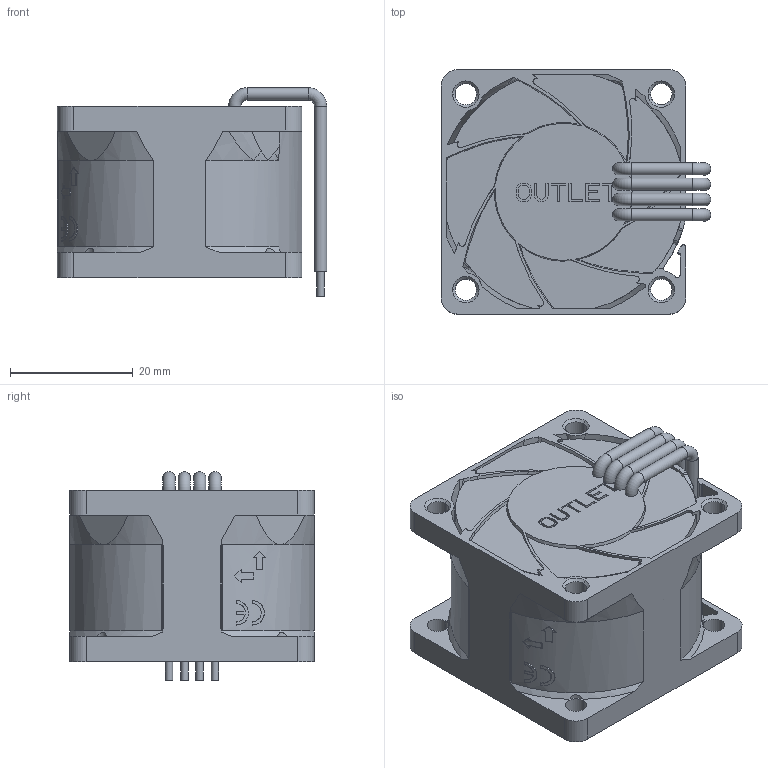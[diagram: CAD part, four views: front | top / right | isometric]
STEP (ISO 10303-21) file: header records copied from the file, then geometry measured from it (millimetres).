
FILE_DESCRIPTION(('FreeCAD Model'),'2;1');
FILE_NAME('Open CASCADE Shape Model','2025-02-13T10:42:32',(''),(''), 'Open CASCADE STEP processor 7.7','FreeCAD','Unknown');
FILE_SCHEMA(('AUTOMOTIVE_DESIGN { 1 0 10303 214 1 1 1 1 }'));
Length unit declared in the file: millimetre
Products named in the file (3): Unnamed; Body; _K201001120G-3_
Assembly tree (2 placements, depth 2):
  Unnamed
    Body
    _K201001120G-3_
Bounding box: 43.95 x 39.9 x 34 mm (x, y, z)
Volume: 37440.1 mm3; surface area: 11190.5 mm2
Topology: 2 solids, 2 shells, 493 faces, 1353 edges, 893 vertices
Faces by surface type: plane 259, cylinder 123, bspline 50, cone 46, torus 8, extrusion 7
Full cylindrical faces by diameter (mm): 1.2 x4, 2 x12
Entity records: 48382 total; most frequent: CARTESIAN_POINT 22685, DIRECTION 4212, ORIENTED_EDGE 2702, PCURVE 2702, DEFINITIONAL_REPRESENTATION 2702, VECTOR 2610, LINE 2603, EDGE_CURVE 1351
